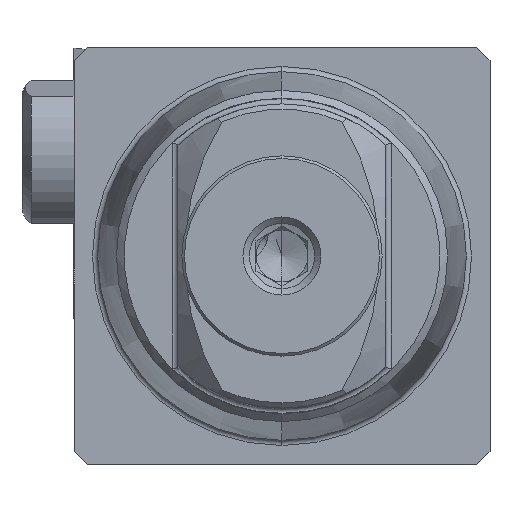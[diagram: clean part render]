
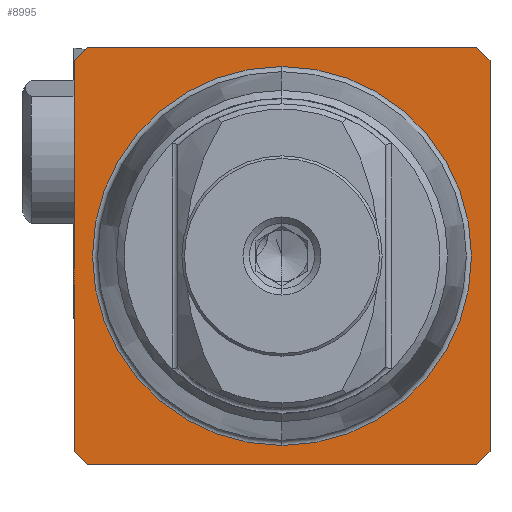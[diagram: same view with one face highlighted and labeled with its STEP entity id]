
A CAD part, left-side view. The second image highlights one B-rep face of the part: STEP entity #8995.
In plain terms, the highlighted planar face has unit normal (-1, 0, 0).
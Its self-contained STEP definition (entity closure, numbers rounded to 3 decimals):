
#93 = EDGE_LOOP ( 'NONE', ( #7343, #5947, #1184, #3670, #1937, #4782, #6008, #8361 ) ) ;
#214 = FACE_BOUND ( 'NONE', #8844, .T. ) ;
#304 = EDGE_CURVE ( 'NONE', #1518, #3486, #6572, .T. ) ;
#696 = DIRECTION ( 'NONE',  ( -1., 0., 0. ) ) ;
#699 = VERTEX_POINT ( 'NONE', #7683 ) ;
#719 = CARTESIAN_POINT ( 'NONE',  ( 0., 8., 7.5 ) ) ;
#803 = CARTESIAN_POINT ( 'NONE',  ( 0., -7.5, -8. ) ) ;
#809 = AXIS2_PLACEMENT_3D ( 'NONE', #8896, #2647, #5433 ) ;
#914 = DIRECTION ( 'NONE',  ( 0., 1., 0. ) ) ;
#1184 = ORIENTED_EDGE ( 'NONE', *, *, #1581, .T. ) ;
#1194 = CARTESIAN_POINT ( 'NONE',  ( 0., 8., -7.5 ) ) ;
#1287 = CARTESIAN_POINT ( 'NONE',  ( 0., -8., -7.5 ) ) ;
#1294 = DIRECTION ( 'NONE',  ( 0., -0.707, -0.707 ) ) ;
#1334 = CARTESIAN_POINT ( 'NONE',  ( 0., 7.5, -8. ) ) ;
#1499 = CARTESIAN_POINT ( 'NONE',  ( 0., 0., 7.287 ) ) ;
#1518 = VERTEX_POINT ( 'NONE', #1499 ) ;
#1542 = CARTESIAN_POINT ( 'NONE',  ( 0., -8., 0. ) ) ;
#1581 = EDGE_CURVE ( 'NONE', #5547, #8755, #7150, .T. ) ;
#1713 = DIRECTION ( 'NONE',  ( 0., -1., 0. ) ) ;
#1744 = ORIENTED_EDGE ( 'NONE', *, *, #304, .F. ) ;
#1885 = LINE ( 'NONE', #1334, #4711 ) ;
#1937 = ORIENTED_EDGE ( 'NONE', *, *, #2085, .F. ) ;
#2085 = EDGE_CURVE ( 'NONE', #4778, #2144, #2443, .T. ) ;
#2116 = VERTEX_POINT ( 'NONE', #6730 ) ;
#2144 = VERTEX_POINT ( 'NONE', #719 ) ;
#2443 = LINE ( 'NONE', #3194, #6375 ) ;
#2493 = AXIS2_PLACEMENT_3D ( 'NONE', #5513, #696, #7524 ) ;
#2530 = EDGE_CURVE ( 'NONE', #4778, #699, #1885, .T. ) ;
#2647 = DIRECTION ( 'NONE',  ( -1., 0., 0. ) ) ;
#2690 = VECTOR ( 'NONE', #914, 1000. ) ;
#2848 = FACE_OUTER_BOUND ( 'NONE', #93, .T. ) ;
#2920 = LINE ( 'NONE', #1542, #3549 ) ;
#3194 = CARTESIAN_POINT ( 'NONE',  ( 0., 8., 0. ) ) ;
#3336 = AXIS2_PLACEMENT_3D ( 'NONE', #8407, #6360, #6312 ) ;
#3349 = CARTESIAN_POINT ( 'NONE',  ( 0., -7.5, 8. ) ) ;
#3396 = DIRECTION ( 'NONE',  ( 0., -0.707, 0.707 ) ) ;
#3486 = VERTEX_POINT ( 'NONE', #7447 ) ;
#3549 = VECTOR ( 'NONE', #8393, 1000. ) ;
#3670 = ORIENTED_EDGE ( 'NONE', *, *, #8476, .T. ) ;
#3820 = VERTEX_POINT ( 'NONE', #803 ) ;
#3861 = LINE ( 'NONE', #5179, #5808 ) ;
#3935 = EDGE_CURVE ( 'NONE', #5024, #5547, #5346, .T. ) ;
#4456 = CARTESIAN_POINT ( 'NONE',  ( 0., -8., 7.5 ) ) ;
#4711 = VECTOR ( 'NONE', #1294, 1000. ) ;
#4778 = VERTEX_POINT ( 'NONE', #1194 ) ;
#4782 = ORIENTED_EDGE ( 'NONE', *, *, #2530, .T. ) ;
#5024 = VERTEX_POINT ( 'NONE', #4456 ) ;
#5179 = CARTESIAN_POINT ( 'NONE',  ( 0., 7.287, -8. ) ) ;
#5346 = LINE ( 'NONE', #7972, #6113 ) ;
#5433 = DIRECTION ( 'NONE',  ( 0., 0., 1. ) ) ;
#5456 = EDGE_CURVE ( 'NONE', #3820, #2116, #8178, .T. ) ;
#5498 = DIRECTION ( 'NONE',  ( 0., 0.707, -0.707 ) ) ;
#5513 = CARTESIAN_POINT ( 'NONE',  ( 0., 0., 0. ) ) ;
#5547 = VERTEX_POINT ( 'NONE', #3349 ) ;
#5592 = EDGE_CURVE ( 'NONE', #3486, #1518, #7641, .T. ) ;
#5808 = VECTOR ( 'NONE', #1713, 1000. ) ;
#5947 = ORIENTED_EDGE ( 'NONE', *, *, #3935, .T. ) ;
#6008 = ORIENTED_EDGE ( 'NONE', *, *, #8804, .T. ) ;
#6105 = CARTESIAN_POINT ( 'NONE',  ( 0., 8., 7.5 ) ) ;
#6113 = VECTOR ( 'NONE', #6718, 1000. ) ;
#6312 = DIRECTION ( 'NONE',  ( 0., 0., -1. ) ) ;
#6360 = DIRECTION ( 'NONE',  ( 1., 0., 0. ) ) ;
#6375 = VECTOR ( 'NONE', #8742, 1000. ) ;
#6572 = CIRCLE ( 'NONE', #2493, 7.287 ) ;
#6718 = DIRECTION ( 'NONE',  ( 0., 0.707, 0.707 ) ) ;
#6730 = CARTESIAN_POINT ( 'NONE',  ( 0., -8., -7.5 ) ) ;
#7034 = EDGE_CURVE ( 'NONE', #2116, #5024, #2920, .T. ) ;
#7062 = CARTESIAN_POINT ( 'NONE',  ( 0., 7.287, 8. ) ) ;
#7150 = LINE ( 'NONE', #7062, #2690 ) ;
#7216 = VECTOR ( 'NONE', #3396, 1000. ) ;
#7225 = ORIENTED_EDGE ( 'NONE', *, *, #5592, .F. ) ;
#7230 = CARTESIAN_POINT ( 'NONE',  ( 0., 7.5, 8. ) ) ;
#7343 = ORIENTED_EDGE ( 'NONE', *, *, #7034, .T. ) ;
#7447 = CARTESIAN_POINT ( 'NONE',  ( 0., 0., -7.287 ) ) ;
#7455 = LINE ( 'NONE', #6105, #8999 ) ;
#7524 = DIRECTION ( 'NONE',  ( 0., 0., 1. ) ) ;
#7641 = CIRCLE ( 'NONE', #809, 7.287 ) ;
#7683 = CARTESIAN_POINT ( 'NONE',  ( 0., 7.5, -8. ) ) ;
#7722 = PLANE ( 'NONE',  #3336 ) ;
#7972 = CARTESIAN_POINT ( 'NONE',  ( 0., -7.5, 8. ) ) ;
#8178 = LINE ( 'NONE', #1287, #7216 ) ;
#8361 = ORIENTED_EDGE ( 'NONE', *, *, #5456, .T. ) ;
#8393 = DIRECTION ( 'NONE',  ( 0., 0., 1. ) ) ;
#8407 = CARTESIAN_POINT ( 'NONE',  ( 0., 7.287, 0. ) ) ;
#8476 = EDGE_CURVE ( 'NONE', #8755, #2144, #7455, .T. ) ;
#8742 = DIRECTION ( 'NONE',  ( 0., 0., 1. ) ) ;
#8755 = VERTEX_POINT ( 'NONE', #7230 ) ;
#8804 = EDGE_CURVE ( 'NONE', #699, #3820, #3861, .T. ) ;
#8844 = EDGE_LOOP ( 'NONE', ( #1744, #7225 ) ) ;
#8896 = CARTESIAN_POINT ( 'NONE',  ( 0., 0., 0. ) ) ;
#8995 = ADVANCED_FACE ( 'NONE', ( #214, #2848 ), #7722, .F. ) ;
#8999 = VECTOR ( 'NONE', #5498, 1000. ) ;
